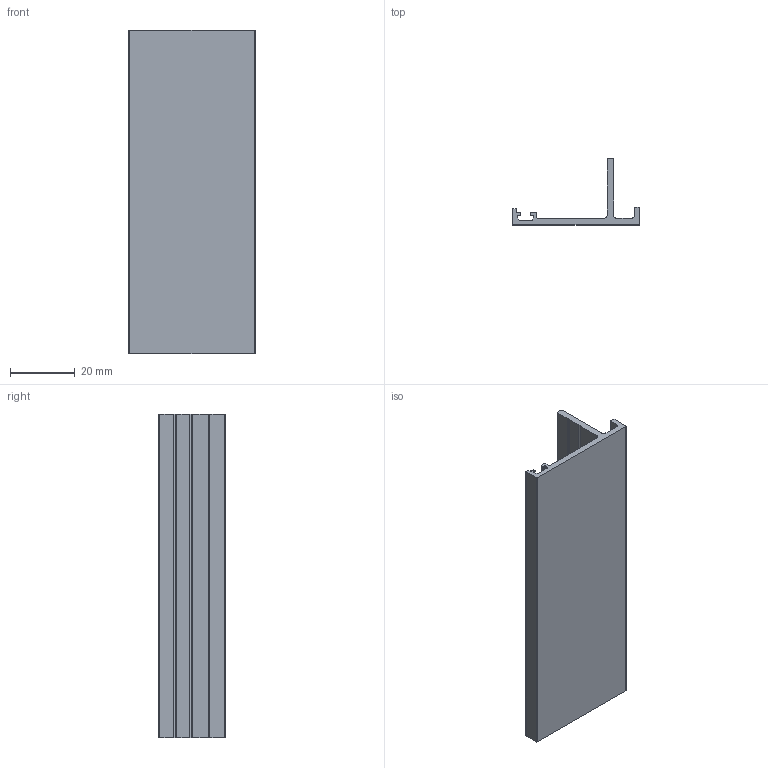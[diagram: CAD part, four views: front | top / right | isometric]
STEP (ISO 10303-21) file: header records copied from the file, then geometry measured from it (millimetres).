
FILE_DESCRIPTION (( 'STEP AP214' ), '1' );
FILE_NAME ('AL_KP4003-6000.STEP', '2024-04-26T10:42:31', ( '' ), ( '' ), 'SwSTEP 2.0', 'SolidWorks 2019', '' );
FILE_SCHEMA (( 'AUTOMOTIVE_DESIGN' ));
Length unit declared in the file: millimetre
Products named in the file (1): AL_KP4003-6000
Bounding box: 39.2 x 20.5 x 100 mm (x, y, z)
Volume: 12642.3 mm3; surface area: 13998.6 mm2
Topology: 1 solids, 1 shells, 54 faces, 156 edges, 104 vertices
Faces by surface type: plane 32, cylinder 22
Entity records: 1818 total; most frequent: CARTESIAN_POINT 315, ORIENTED_EDGE 312, DIRECTION 310, EDGE_CURVE 156, VECTOR 112, LINE 112, VERTEX_POINT 104, AXIS2_PLACEMENT_3D 99
